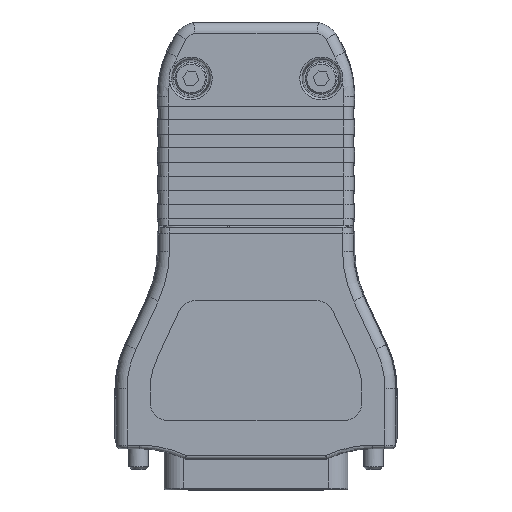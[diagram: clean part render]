
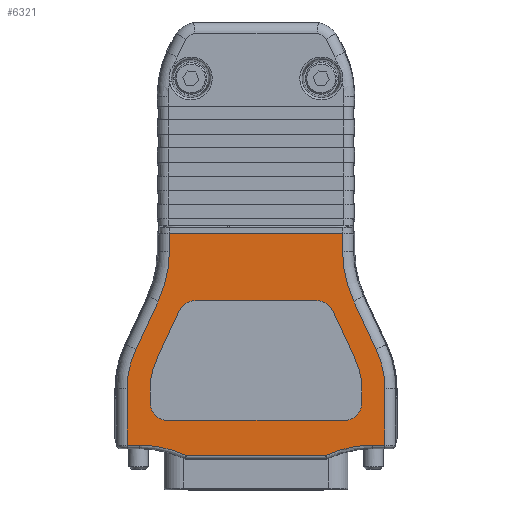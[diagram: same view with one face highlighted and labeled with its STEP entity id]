
A CAD part, top view. The second image highlights one B-rep face of the part: STEP entity #6321.
In plain terms, the highlighted planar face has unit normal (0, 0, 1).
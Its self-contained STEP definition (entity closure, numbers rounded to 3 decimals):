
#3552=LINE('',#25571,#5135);
#3553=LINE('',#25574,#5136);
#3554=LINE('',#25578,#5137);
#3555=LINE('',#25582,#5138);
#3556=LINE('',#25584,#5139);
#3557=LINE('',#25586,#5140);
#3558=LINE('',#25590,#5141);
#3559=LINE('',#25594,#5142);
#3560=LINE('',#25596,#5143);
#3561=LINE('',#25600,#5144);
#3562=LINE('',#25603,#5145);
#3563=LINE('',#25608,#5146);
#3564=LINE('',#25612,#5147);
#3565=LINE('',#25616,#5148);
#3566=LINE('',#25620,#5149);
#3567=LINE('',#25624,#5150);
#5135=VECTOR('',#20189,1.);
#5136=VECTOR('',#20190,1.);
#5137=VECTOR('',#20193,1.);
#5138=VECTOR('',#20196,1.);
#5139=VECTOR('',#20197,1.);
#5140=VECTOR('',#20198,1.);
#5141=VECTOR('',#20201,1.);
#5142=VECTOR('',#20204,1.);
#5143=VECTOR('',#20205,1.);
#5144=VECTOR('',#20208,1.);
#5145=VECTOR('',#20211,1.);
#5146=VECTOR('',#20214,1.);
#5147=VECTOR('',#20217,1.);
#5148=VECTOR('',#20220,1.);
#5149=VECTOR('',#20223,1.);
#5150=VECTOR('',#20226,1.);
#6321=ADVANCED_FACE('',(#7739,#7740),#7236,.F.);
#7236=PLANE('',#17971);
#7739=FACE_BOUND('',#8044,.T.);
#7740=FACE_BOUND('',#8045,.T.);
#8044=EDGE_LOOP('',(#9825,#9826,#9827,#9828,#9829,#9830,#9831,#9832,#9833,
#9834,#9835,#9836,#9837,#9838,#9839,#9840));
#8045=EDGE_LOOP('',(#9841,#9842,#9843,#9844,#9845,#9846,#9847,#9848,#9849,
#9850,#9851,#9852));
#9825=ORIENTED_EDGE('',*,*,#15768,.T.);
#9826=ORIENTED_EDGE('',*,*,#15769,.T.);
#9827=ORIENTED_EDGE('',*,*,#15770,.T.);
#9828=ORIENTED_EDGE('',*,*,#15771,.T.);
#9829=ORIENTED_EDGE('',*,*,#15772,.T.);
#9830=ORIENTED_EDGE('',*,*,#15773,.T.);
#9831=ORIENTED_EDGE('',*,*,#15774,.F.);
#9832=ORIENTED_EDGE('',*,*,#15775,.T.);
#9833=ORIENTED_EDGE('',*,*,#15776,.T.);
#9834=ORIENTED_EDGE('',*,*,#15777,.T.);
#9835=ORIENTED_EDGE('',*,*,#15778,.T.);
#9836=ORIENTED_EDGE('',*,*,#15779,.T.);
#9837=ORIENTED_EDGE('',*,*,#15780,.T.);
#9838=ORIENTED_EDGE('',*,*,#15781,.T.);
#9839=ORIENTED_EDGE('',*,*,#15782,.T.);
#9840=ORIENTED_EDGE('',*,*,#15783,.T.);
#9841=ORIENTED_EDGE('',*,*,#15784,.T.);
#9842=ORIENTED_EDGE('',*,*,#15785,.T.);
#9843=ORIENTED_EDGE('',*,*,#15786,.T.);
#9844=ORIENTED_EDGE('',*,*,#15787,.T.);
#9845=ORIENTED_EDGE('',*,*,#15788,.T.);
#9846=ORIENTED_EDGE('',*,*,#15789,.T.);
#9847=ORIENTED_EDGE('',*,*,#15790,.T.);
#9848=ORIENTED_EDGE('',*,*,#15791,.T.);
#9849=ORIENTED_EDGE('',*,*,#15792,.T.);
#9850=ORIENTED_EDGE('',*,*,#15793,.T.);
#9851=ORIENTED_EDGE('',*,*,#15794,.T.);
#9852=ORIENTED_EDGE('',*,*,#15795,.T.);
#14128=VERTEX_POINT('',#25572);
#14129=VERTEX_POINT('',#25573);
#14130=VERTEX_POINT('',#25575);
#14131=VERTEX_POINT('',#25577);
#14132=VERTEX_POINT('',#25579);
#14133=VERTEX_POINT('',#25581);
#14134=VERTEX_POINT('',#25583);
#14135=VERTEX_POINT('',#25585);
#14136=VERTEX_POINT('',#25587);
#14137=VERTEX_POINT('',#25589);
#14138=VERTEX_POINT('',#25591);
#14139=VERTEX_POINT('',#25593);
#14140=VERTEX_POINT('',#25595);
#14141=VERTEX_POINT('',#25597);
#14142=VERTEX_POINT('',#25599);
#14143=VERTEX_POINT('',#25601);
#14144=VERTEX_POINT('',#25604);
#14145=VERTEX_POINT('',#25605);
#14146=VERTEX_POINT('',#25607);
#14147=VERTEX_POINT('',#25609);
#14148=VERTEX_POINT('',#25611);
#14149=VERTEX_POINT('',#25613);
#14150=VERTEX_POINT('',#25615);
#14151=VERTEX_POINT('',#25617);
#14152=VERTEX_POINT('',#25619);
#14153=VERTEX_POINT('',#25621);
#14154=VERTEX_POINT('',#25623);
#14155=VERTEX_POINT('',#25625);
#15768=EDGE_CURVE('',#14128,#14129,#3552,.T.);
#15769=EDGE_CURVE('',#14129,#14130,#3553,.T.);
#15770=EDGE_CURVE('',#14130,#14131,#17417,.T.);
#15771=EDGE_CURVE('',#14131,#14132,#3554,.T.);
#15772=EDGE_CURVE('',#14132,#14133,#17418,.T.);
#15773=EDGE_CURVE('',#14133,#14134,#3555,.T.);
#15774=EDGE_CURVE('',#14135,#14134,#3556,.T.);
#15775=EDGE_CURVE('',#14135,#14136,#3557,.T.);
#15776=EDGE_CURVE('',#14136,#14137,#17419,.T.);
#15777=EDGE_CURVE('',#14137,#14138,#3558,.T.);
#15778=EDGE_CURVE('',#14138,#14139,#17420,.T.);
#15779=EDGE_CURVE('',#14139,#14140,#3559,.T.);
#15780=EDGE_CURVE('',#14140,#14141,#3560,.T.);
#15781=EDGE_CURVE('',#14141,#14142,#17421,.T.);
#15782=EDGE_CURVE('',#14142,#14143,#3561,.T.);
#15783=EDGE_CURVE('',#14143,#14128,#17422,.T.);
#15784=EDGE_CURVE('',#14144,#14145,#3562,.T.);
#15785=EDGE_CURVE('',#14145,#14146,#17423,.T.);
#15786=EDGE_CURVE('',#14146,#14147,#3563,.T.);
#15787=EDGE_CURVE('',#14147,#14148,#17424,.T.);
#15788=EDGE_CURVE('',#14148,#14149,#3564,.T.);
#15789=EDGE_CURVE('',#14149,#14150,#17425,.T.);
#15790=EDGE_CURVE('',#14150,#14151,#3565,.T.);
#15791=EDGE_CURVE('',#14151,#14152,#17426,.T.);
#15792=EDGE_CURVE('',#14152,#14153,#3566,.T.);
#15793=EDGE_CURVE('',#14153,#14154,#17427,.T.);
#15794=EDGE_CURVE('',#14154,#14155,#3567,.T.);
#15795=EDGE_CURVE('',#14155,#14144,#17428,.T.);
#17417=CIRCLE('',#17959,13.285);
#17418=CIRCLE('',#17960,16.715);
#17419=CIRCLE('',#17961,16.715);
#17420=CIRCLE('',#17962,13.285);
#17421=CIRCLE('',#17963,15.5);
#17422=CIRCLE('',#17964,15.5);
#17423=CIRCLE('',#17965,2.5);
#17424=CIRCLE('',#17966,2.5);
#17425=CIRCLE('',#17967,10.);
#17426=CIRCLE('',#17968,2.5);
#17427=CIRCLE('',#17969,2.5);
#17428=CIRCLE('',#17970,10.);
#17959=AXIS2_PLACEMENT_3D('',#25576,#20191,#20192);
#17960=AXIS2_PLACEMENT_3D('',#25580,#20194,#20195);
#17961=AXIS2_PLACEMENT_3D('',#25588,#20199,#20200);
#17962=AXIS2_PLACEMENT_3D('',#25592,#20202,#20203);
#17963=AXIS2_PLACEMENT_3D('',#25598,#20206,#20207);
#17964=AXIS2_PLACEMENT_3D('',#25602,#20209,#20210);
#17965=AXIS2_PLACEMENT_3D('',#25606,#20212,#20213);
#17966=AXIS2_PLACEMENT_3D('',#25610,#20215,#20216);
#17967=AXIS2_PLACEMENT_3D('',#25614,#20218,#20219);
#17968=AXIS2_PLACEMENT_3D('',#25618,#20221,#20222);
#17969=AXIS2_PLACEMENT_3D('',#25622,#20224,#20225);
#17970=AXIS2_PLACEMENT_3D('',#25626,#20227,#20228);
#17971=AXIS2_PLACEMENT_3D('',#25627,#20229,#20230);
#20189=DIRECTION('',(1.,0.,0.));
#20190=DIRECTION('',(0.,1.,0.));
#20191=DIRECTION('',(0.,0.,1.));
#20192=DIRECTION('',(-1.,0.,0.));
#20193=DIRECTION('',(-0.423,0.906,0.));
#20194=DIRECTION('',(0.,0.,-1.));
#20195=DIRECTION('',(-1.,0.,0.));
#20196=DIRECTION('',(0.,1.,0.));
#20197=DIRECTION('',(1.,0.,0.));
#20198=DIRECTION('',(0.,-1.,0.));
#20199=DIRECTION('',(0.,0.,-1.));
#20200=DIRECTION('',(-1.,0.,0.));
#20201=DIRECTION('',(-0.423,-0.906,0.));
#20202=DIRECTION('',(0.,0.,1.));
#20203=DIRECTION('',(-1.,0.,0.));
#20204=DIRECTION('',(0.,-1.,0.));
#20205=DIRECTION('',(1.,0.,0.));
#20206=DIRECTION('',(0.,0.,-1.));
#20207=DIRECTION('',(-1.,0.,0.));
#20208=DIRECTION('',(1.,0.,0.));
#20209=DIRECTION('',(0.,0.,-1.));
#20210=DIRECTION('',(-1.,0.,0.));
#20211=DIRECTION('',(0.,-1.,0.));
#20212=DIRECTION('',(0.,0.,-1.));
#20213=DIRECTION('',(1.,0.,0.));
#20214=DIRECTION('',(-1.,0.,0.));
#20215=DIRECTION('',(0.,0.,-1.));
#20216=DIRECTION('',(1.,0.,0.));
#20217=DIRECTION('',(0.,1.,0.));
#20218=DIRECTION('',(0.,0.,-1.));
#20219=DIRECTION('',(1.,0.,0.));
#20220=DIRECTION('',(0.423,0.906,0.));
#20221=DIRECTION('',(0.,0.,-1.));
#20222=DIRECTION('',(1.,0.,0.));
#20223=DIRECTION('',(1.,0.,0.));
#20224=DIRECTION('',(0.,0.,-1.));
#20225=DIRECTION('',(1.,0.,0.));
#20226=DIRECTION('',(0.423,-0.906,0.));
#20227=DIRECTION('',(0.,0.,-1.));
#20228=DIRECTION('',(1.,0.,0.));
#20229=DIRECTION('',(0.,0.,-1.));
#20230=DIRECTION('',(-1.,0.,0.));
#25571=CARTESIAN_POINT('',(-49.,0.5,13.8));
#25572=CARTESIAN_POINT('',(-3.462,0.5,13.8));
#25573=CARTESIAN_POINT('',(-1.715,0.5,13.8));
#25574=CARTESIAN_POINT('',(-1.715,28.,13.8));
#25575=CARTESIAN_POINT('',(-1.715,8.482,13.8));
#25576=CARTESIAN_POINT('',(-15.,8.482,13.8));
#25577=CARTESIAN_POINT('',(-2.96,14.097,13.8));
#25578=CARTESIAN_POINT('',(-16.508,43.151,13.8));
#25579=CARTESIAN_POINT('',(-6.149,20.936,13.8));
#25580=CARTESIAN_POINT('',(9.,28.,13.8));
#25581=CARTESIAN_POINT('',(-7.715,28.,13.8));
#25582=CARTESIAN_POINT('',(-7.715,28.,13.8));
#25583=CARTESIAN_POINT('',(-7.715,30.559,13.8));
#25584=CARTESIAN_POINT('',(-33.759,30.559,13.8));
#25585=CARTESIAN_POINT('',(-32.285,30.559,13.8));
#25586=CARTESIAN_POINT('',(-32.285,28.,13.8));
#25587=CARTESIAN_POINT('',(-32.285,28.,13.8));
#25588=CARTESIAN_POINT('',(-49.,28.,13.8));
#25589=CARTESIAN_POINT('',(-33.851,20.936,13.8));
#25590=CARTESIAN_POINT('',(-33.851,20.936,13.8));
#25591=CARTESIAN_POINT('',(-37.04,14.097,13.8));
#25592=CARTESIAN_POINT('',(-25.,8.482,13.8));
#25593=CARTESIAN_POINT('',(-38.285,8.482,13.8));
#25594=CARTESIAN_POINT('',(-38.285,28.,13.8));
#25595=CARTESIAN_POINT('',(-38.285,0.5,13.8));
#25596=CARTESIAN_POINT('',(-49.,0.5,13.8));
#25597=CARTESIAN_POINT('',(-36.538,0.5,13.8));
#25598=CARTESIAN_POINT('',(-36.538,-15.,13.8));
#25599=CARTESIAN_POINT('',(-29.886,-1.,13.8));
#25600=CARTESIAN_POINT('',(-10.,-1.,13.8));
#25601=CARTESIAN_POINT('',(-10.114,-1.,13.8));
#25602=CARTESIAN_POINT('',(-3.462,-15.,13.8));
#25603=CARTESIAN_POINT('',(-5.,8.482,13.8));
#25604=CARTESIAN_POINT('',(-5.,8.482,13.8));
#25605=CARTESIAN_POINT('',(-5.,6.5,13.8));
#25606=CARTESIAN_POINT('',(-7.5,6.5,13.8));
#25607=CARTESIAN_POINT('',(-7.5,4.,13.8));
#25608=CARTESIAN_POINT('',(-7.5,4.,13.8));
#25609=CARTESIAN_POINT('',(-32.5,4.,13.8));
#25610=CARTESIAN_POINT('',(-32.5,6.5,13.8));
#25611=CARTESIAN_POINT('',(-35.,6.5,13.8));
#25612=CARTESIAN_POINT('',(-35.,6.5,13.8));
#25613=CARTESIAN_POINT('',(-35.,8.482,13.8));
#25614=CARTESIAN_POINT('',(-25.,8.482,13.8));
#25615=CARTESIAN_POINT('',(-34.063,12.708,13.8));
#25616=CARTESIAN_POINT('',(-34.063,12.708,13.8));
#25617=CARTESIAN_POINT('',(-30.87,19.557,13.8));
#25618=CARTESIAN_POINT('',(-28.604,18.5,13.8));
#25619=CARTESIAN_POINT('',(-28.604,21.,13.8));
#25620=CARTESIAN_POINT('',(-28.604,21.,13.8));
#25621=CARTESIAN_POINT('',(-11.396,21.,13.8));
#25622=CARTESIAN_POINT('',(-11.396,18.5,13.8));
#25623=CARTESIAN_POINT('',(-9.13,19.557,13.8));
#25624=CARTESIAN_POINT('',(-9.13,19.557,13.8));
#25625=CARTESIAN_POINT('',(-5.937,12.708,13.8));
#25626=CARTESIAN_POINT('',(-15.,8.482,13.8));
#25627=CARTESIAN_POINT('',(-49.,28.,13.8));
